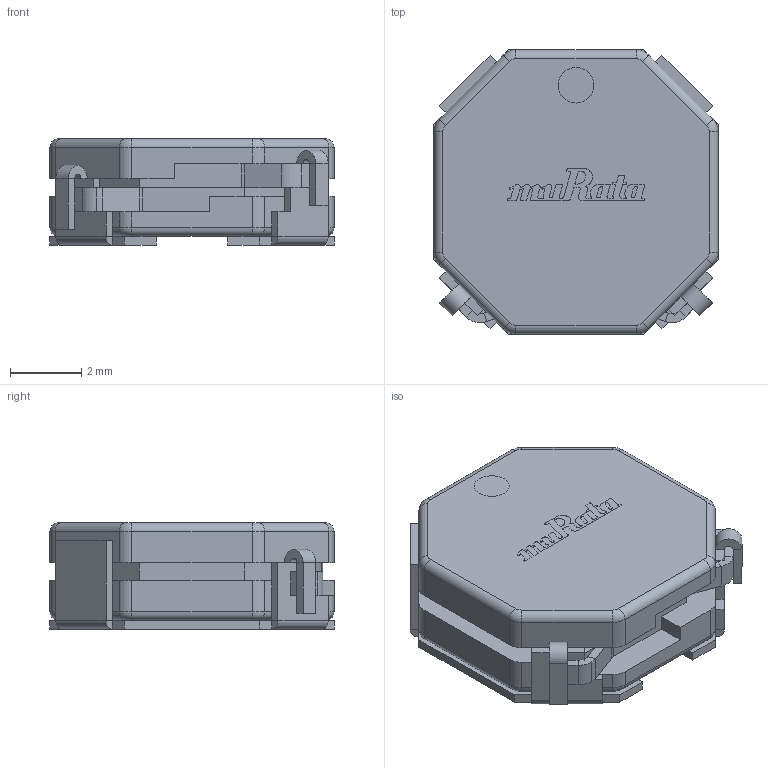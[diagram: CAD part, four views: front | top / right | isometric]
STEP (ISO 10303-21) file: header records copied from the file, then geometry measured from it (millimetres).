
FILE_DESCRIPTION (( 'STEP AP214' ), '1' );
FILE_NAME ('1273AS-H-220M=P3.STEP', '2022-10-26T10:01:35', ( '' ), ( '' ), 'SwSTEP 2.0', 'SolidWorks 2022', '' );
FILE_SCHEMA (( 'AUTOMOTIVE_DESIGN' ));
Length unit declared in the file: millimetre
Products named in the file (3): 1273AS-H-220M=P3; Murata_Logo
Assembly tree (2 placements, depth 2):
  1273AS-H-220M=P3
    1273AS-H-220M=P3
    Murata_Logo
Bounding box: 8 x 8 x 3 mm (x, y, z)
Volume: 152.5 mm3; surface area: 384.7 mm2
Topology: 7 solids, 7 shells, 355 faces, 903 edges, 564 vertices
Faces by surface type: plane 162, bspline 121, cylinder 56, torus 16
Entity records: 13502 total; most frequent: CARTESIAN_POINT 3400, ORIENTED_EDGE 1806, DIRECTION 1267, EDGE_CURVE 903, VERTEX_POINT 564, VECTOR 533, LINE 533, AXIS2_PLACEMENT_3D 367
